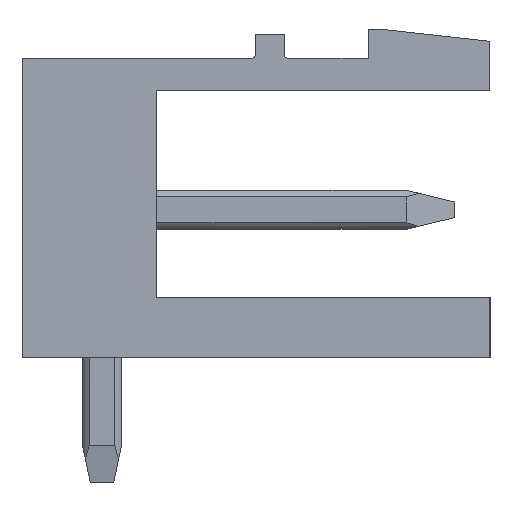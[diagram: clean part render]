
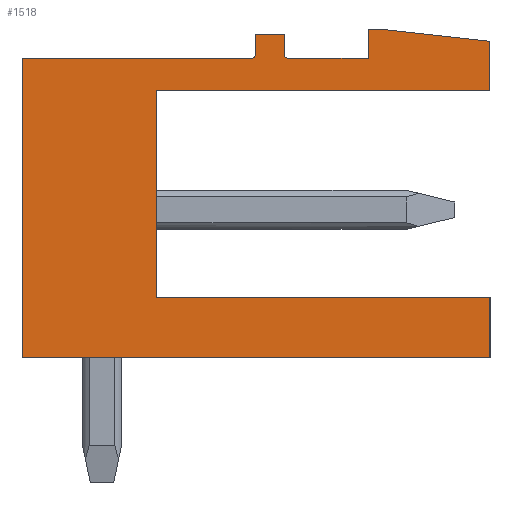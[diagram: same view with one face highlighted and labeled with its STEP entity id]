
A CAD part, left-side view. The second image highlights one B-rep face of the part: STEP entity #1518.
In plain terms, the highlighted planar face has unit normal (-1, 0, 0).
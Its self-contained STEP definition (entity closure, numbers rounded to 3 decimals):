
#364=AXIS2_PLACEMENT_3D('Circle Axis2P3D',#362,#363,$) ;
#495=AXIS2_PLACEMENT_3D('Circle Axis2P3D',#493,#494,$) ;
#1459=AXIS2_PLACEMENT_3D('Plane Axis2P3D',#1456,#1457,#1458) ;
#49=CARTESIAN_POINT('Vertex',(0.,2.8,11.63)) ;
#52=CARTESIAN_POINT('Line Origine',(0.,1.4,11.475)) ;
#56=CARTESIAN_POINT('Vertex',(0.,0.,11.32)) ;
#87=CARTESIAN_POINT('Vertex',(0.,3.12,11.63)) ;
#90=CARTESIAN_POINT('Line Origine',(0.,2.96,11.63)) ;
#300=CARTESIAN_POINT('Vertex',(0.,3.12,10.88)) ;
#303=CARTESIAN_POINT('Line Origine',(0.,3.12,11.255)) ;
#359=CARTESIAN_POINT('Vertex',(0.,5.27,10.98)) ;
#362=CARTESIAN_POINT('Axis2P3D Location',(0.,5.17,10.98)) ;
#366=CARTESIAN_POINT('Vertex',(0.,5.17,10.88)) ;
#397=CARTESIAN_POINT('Vertex',(0.,5.27,11.5)) ;
#400=CARTESIAN_POINT('Line Origine',(0.,5.27,11.24)) ;
#428=CARTESIAN_POINT('Vertex',(0.,6.02,11.5)) ;
#431=CARTESIAN_POINT('Line Origine',(0.,5.645,11.5)) ;
#459=CARTESIAN_POINT('Vertex',(0.,6.02,10.98)) ;
#462=CARTESIAN_POINT('Line Origine',(0.,6.02,11.24)) ;
#490=CARTESIAN_POINT('Vertex',(0.,6.12,10.88)) ;
#493=CARTESIAN_POINT('Axis2P3D Location',(0.,6.12,10.98)) ;
#521=CARTESIAN_POINT('Vertex',(0.,12.,10.88)) ;
#524=CARTESIAN_POINT('Line Origine',(0.,9.06,10.88)) ;
#552=CARTESIAN_POINT('Vertex',(0.,12.,3.2)) ;
#555=CARTESIAN_POINT('Line Origine',(0.,12.,7.04)) ;
#583=CARTESIAN_POINT('Vertex',(0.,0.,3.2)) ;
#586=CARTESIAN_POINT('Line Origine',(0.,6.,3.2)) ;
#1456=CARTESIAN_POINT('Axis2P3D Location',(0.,0.,0.)) ;
#1461=CARTESIAN_POINT('Line Origine',(0.,8.55,7.4)) ;
#1465=CARTESIAN_POINT('Vertex',(0.,8.55,4.74)) ;
#1467=CARTESIAN_POINT('Vertex',(0.,8.55,10.06)) ;
#1470=CARTESIAN_POINT('Line Origine',(0.,4.275,10.06)) ;
#1474=CARTESIAN_POINT('Vertex',(0.,0.,10.06)) ;
#1477=CARTESIAN_POINT('Line Origine',(0.,0.,10.69)) ;
#1482=CARTESIAN_POINT('Line Origine',(0.,4.145,10.88)) ;
#1487=CARTESIAN_POINT('Line Origine',(0.,0.,3.97)) ;
#1491=CARTESIAN_POINT('Vertex',(0.,0.,4.74)) ;
#1494=CARTESIAN_POINT('Line Origine',(0.,4.275,4.74)) ;
#53=DIRECTION('Vector Direction',(0.,0.994,0.11)) ;
#91=DIRECTION('Vector Direction',(0.,-1.,0.)) ;
#304=DIRECTION('Vector Direction',(0.,0.,-1.)) ;
#363=DIRECTION('Axis2P3D Direction',(-1.,0.,0.)) ;
#401=DIRECTION('Vector Direction',(0.,0.,-1.)) ;
#432=DIRECTION('Vector Direction',(0.,1.,0.)) ;
#463=DIRECTION('Vector Direction',(0.,0.,-1.)) ;
#494=DIRECTION('Axis2P3D Direction',(-1.,0.,0.)) ;
#525=DIRECTION('Vector Direction',(0.,1.,0.)) ;
#556=DIRECTION('Vector Direction',(0.,0.,-1.)) ;
#587=DIRECTION('Vector Direction',(0.,1.,0.)) ;
#1457=DIRECTION('Axis2P3D Direction',(-1.,0.,0.)) ;
#1458=DIRECTION('Axis2P3D XDirection',(0.,-1.,0.)) ;
#1462=DIRECTION('Vector Direction',(0.,0.,-1.)) ;
#1471=DIRECTION('Vector Direction',(0.,1.,0.)) ;
#1478=DIRECTION('Vector Direction',(0.,0.,1.)) ;
#1483=DIRECTION('Vector Direction',(0.,1.,0.)) ;
#1488=DIRECTION('Vector Direction',(0.,0.,-1.)) ;
#1495=DIRECTION('Vector Direction',(0.,-1.,0.)) ;
#54=VECTOR('Line Direction',#53,1.) ;
#92=VECTOR('Line Direction',#91,1.) ;
#305=VECTOR('Line Direction',#304,1.) ;
#402=VECTOR('Line Direction',#401,1.) ;
#433=VECTOR('Line Direction',#432,1.) ;
#464=VECTOR('Line Direction',#463,1.) ;
#526=VECTOR('Line Direction',#525,1.) ;
#557=VECTOR('Line Direction',#556,1.) ;
#588=VECTOR('Line Direction',#587,1.) ;
#1463=VECTOR('Line Direction',#1462,1.) ;
#1472=VECTOR('Line Direction',#1471,1.) ;
#1479=VECTOR('Line Direction',#1478,1.) ;
#1484=VECTOR('Line Direction',#1483,1.) ;
#1489=VECTOR('Line Direction',#1488,1.) ;
#1496=VECTOR('Line Direction',#1495,1.) ;
#1500=ORIENTED_EDGE('',*,*,#1469,.T.) ;
#1501=ORIENTED_EDGE('',*,*,#1476,.T.) ;
#1502=ORIENTED_EDGE('',*,*,#1481,.T.) ;
#1503=ORIENTED_EDGE('',*,*,#58,.T.) ;
#1504=ORIENTED_EDGE('',*,*,#94,.T.) ;
#1505=ORIENTED_EDGE('',*,*,#307,.T.) ;
#1506=ORIENTED_EDGE('',*,*,#1486,.T.) ;
#1507=ORIENTED_EDGE('',*,*,#368,.T.) ;
#1508=ORIENTED_EDGE('',*,*,#404,.T.) ;
#1509=ORIENTED_EDGE('',*,*,#435,.T.) ;
#1510=ORIENTED_EDGE('',*,*,#466,.T.) ;
#1511=ORIENTED_EDGE('',*,*,#497,.T.) ;
#1512=ORIENTED_EDGE('',*,*,#528,.T.) ;
#1513=ORIENTED_EDGE('',*,*,#559,.T.) ;
#1514=ORIENTED_EDGE('',*,*,#590,.T.) ;
#1515=ORIENTED_EDGE('',*,*,#1493,.T.) ;
#1516=ORIENTED_EDGE('',*,*,#1498,.T.) ;
#1518=ADVANCED_FACE('Housing',(#1517),#1460,.T.) ;
#365=CIRCLE('generated circle',#364,0.1) ;
#496=CIRCLE('generated circle',#495,0.1) ;
#58=EDGE_CURVE('',#57,#50,#55,.T.) ;
#94=EDGE_CURVE('',#50,#88,#93,.F.) ;
#307=EDGE_CURVE('',#88,#301,#306,.T.) ;
#368=EDGE_CURVE('',#367,#360,#365,.F.) ;
#404=EDGE_CURVE('',#360,#398,#403,.F.) ;
#435=EDGE_CURVE('',#398,#429,#434,.T.) ;
#466=EDGE_CURVE('',#429,#460,#465,.T.) ;
#497=EDGE_CURVE('',#460,#491,#496,.F.) ;
#528=EDGE_CURVE('',#491,#522,#527,.T.) ;
#559=EDGE_CURVE('',#522,#553,#558,.T.) ;
#590=EDGE_CURVE('',#553,#584,#589,.F.) ;
#1469=EDGE_CURVE('',#1466,#1468,#1464,.F.) ;
#1476=EDGE_CURVE('',#1468,#1475,#1473,.F.) ;
#1481=EDGE_CURVE('',#1475,#57,#1480,.T.) ;
#1486=EDGE_CURVE('',#301,#367,#1485,.T.) ;
#1493=EDGE_CURVE('',#584,#1492,#1490,.F.) ;
#1498=EDGE_CURVE('',#1492,#1466,#1497,.F.) ;
#1499=EDGE_LOOP('',(#1500,#1501,#1502,#1503,#1504,#1505,#1506,#1507,#1508,#1509,#1510,#1511,#1512,#1513,#1514,#1515,#1516)) ;
#1517=FACE_OUTER_BOUND('',#1499,.T.) ;
#55=LINE('Line',#52,#54) ;
#93=LINE('Line',#90,#92) ;
#306=LINE('Line',#303,#305) ;
#403=LINE('Line',#400,#402) ;
#434=LINE('Line',#431,#433) ;
#465=LINE('Line',#462,#464) ;
#527=LINE('Line',#524,#526) ;
#558=LINE('Line',#555,#557) ;
#589=LINE('Line',#586,#588) ;
#1464=LINE('Line',#1461,#1463) ;
#1473=LINE('Line',#1470,#1472) ;
#1480=LINE('Line',#1477,#1479) ;
#1485=LINE('Line',#1482,#1484) ;
#1490=LINE('Line',#1487,#1489) ;
#1497=LINE('Line',#1494,#1496) ;
#1460=PLANE('',#1459) ;
#50=VERTEX_POINT('',#49) ;
#57=VERTEX_POINT('',#56) ;
#88=VERTEX_POINT('',#87) ;
#301=VERTEX_POINT('',#300) ;
#360=VERTEX_POINT('',#359) ;
#367=VERTEX_POINT('',#366) ;
#398=VERTEX_POINT('',#397) ;
#429=VERTEX_POINT('',#428) ;
#460=VERTEX_POINT('',#459) ;
#491=VERTEX_POINT('',#490) ;
#522=VERTEX_POINT('',#521) ;
#553=VERTEX_POINT('',#552) ;
#584=VERTEX_POINT('',#583) ;
#1466=VERTEX_POINT('',#1465) ;
#1468=VERTEX_POINT('',#1467) ;
#1475=VERTEX_POINT('',#1474) ;
#1492=VERTEX_POINT('',#1491) ;
